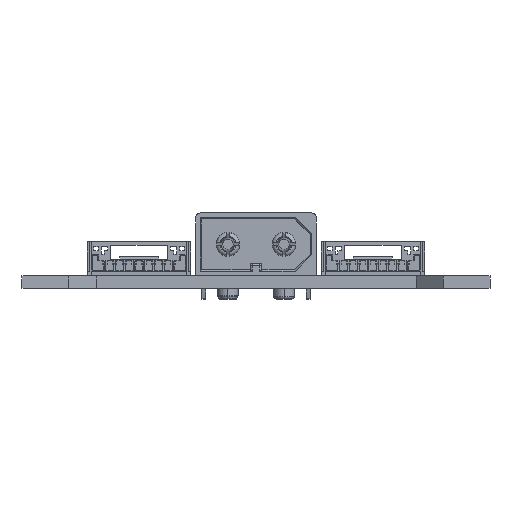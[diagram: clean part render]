
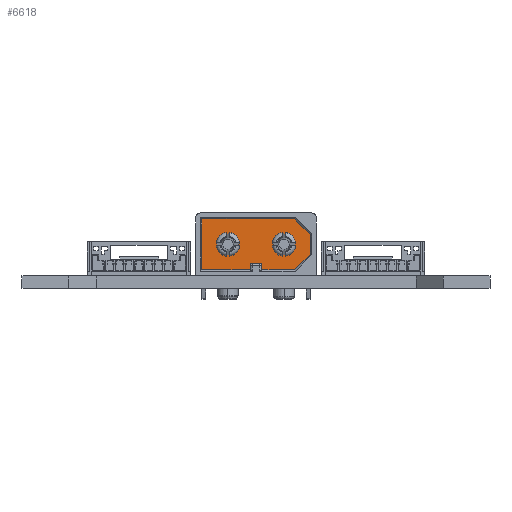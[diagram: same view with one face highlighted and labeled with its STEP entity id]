
A CAD part, front view. The second image highlights one B-rep face of the part: STEP entity #6618.
In plain terms, the highlighted face is planar.
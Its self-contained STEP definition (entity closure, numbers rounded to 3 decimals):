
#2499 = EDGE_CURVE('',#2500,#2502,#2504,.T.);
#2500 = VERTEX_POINT('',#2501);
#2501 = CARTESIAN_POINT('',(-5.15,3.6,
    5.35));
#2502 = VERTEX_POINT('',#2503);
#2503 = CARTESIAN_POINT('',(-5.15,3.6,
    2.75));
#2504 = CIRCLE('',#2505,1.3);
#2505 = AXIS2_PLACEMENT_3D('',#2506,#2507,#2508);
#2506 = CARTESIAN_POINT('',(-5.15,3.6,
    4.05));
#2507 = DIRECTION('',(-1.,-0.,-0.));
#2508 = DIRECTION('',(0.,0.,-1.));
#2598 = EDGE_CURVE('',#2599,#2601,#2603,.T.);
#2599 = VERTEX_POINT('',#2600);
#2600 = CARTESIAN_POINT('',(-5.15,-3.6,
    2.75));
#2601 = VERTEX_POINT('',#2602);
#2602 = CARTESIAN_POINT('',(-5.15,-3.6,
    5.35));
#2603 = CIRCLE('',#2604,1.3);
#2604 = AXIS2_PLACEMENT_3D('',#2605,#2606,#2607);
#2605 = CARTESIAN_POINT('',(-5.15,-3.6,
    4.05));
#2606 = DIRECTION('',(1.,0.,-0.));
#2607 = DIRECTION('',(0.,0.,1.));
#5275 = EDGE_CURVE('',#2601,#2599,#5276,.T.);
#5276 = CIRCLE('',#5277,1.3);
#5277 = AXIS2_PLACEMENT_3D('',#5278,#5279,#5280);
#5278 = CARTESIAN_POINT('',(-5.15,-3.6,
    4.05));
#5279 = DIRECTION('',(1.,0.,-0.));
#5280 = DIRECTION('',(0.,0.,1.));
#5850 = EDGE_CURVE('',#2502,#2500,#5851,.T.);
#5851 = CIRCLE('',#5852,1.3);
#5852 = AXIS2_PLACEMENT_3D('',#5853,#5854,#5855);
#5853 = CARTESIAN_POINT('',(-5.15,3.6,
    4.05));
#5854 = DIRECTION('',(-1.,-0.,-0.));
#5855 = DIRECTION('',(0.,0.,-1.));
#6545 = VERTEX_POINT('',#6546);
#6546 = CARTESIAN_POINT('',(-5.15,-0.75,
    0.8));
#6561 = VERTEX_POINT('',#6562);
#6562 = CARTESIAN_POINT('',(-5.15,-4.95,
    0.8));
#6568 = EDGE_CURVE('',#6545,#6561,#6569,.T.);
#6569 = LINE('',#6570,#6571);
#6570 = CARTESIAN_POINT('',(-5.15,-4.95,
    0.8));
#6571 = VECTOR('',#6572,1.);
#6572 = DIRECTION('',(-0.,-1.,-0.));
#6583 = VERTEX_POINT('',#6584);
#6584 = CARTESIAN_POINT('',(-5.15,6.95,
    0.8));
#6601 = VERTEX_POINT('',#6602);
#6602 = CARTESIAN_POINT('',(-5.15,0.75,
    0.8));
#6608 = EDGE_CURVE('',#6583,#6601,#6609,.T.);
#6609 = LINE('',#6610,#6611);
#6610 = CARTESIAN_POINT('',(-5.15,-4.95,
    0.8));
#6611 = VECTOR('',#6612,1.);
#6612 = DIRECTION('',(-0.,-1.,-0.));
#6618 = ADVANCED_FACE('',(#6619,#6623,#6627),#6709,.F.);
#6619 = FACE_BOUND('',#6620,.T.);
#6620 = EDGE_LOOP('',(#6621,#6622));
#6621 = ORIENTED_EDGE('',*,*,#5275,.T.);
#6622 = ORIENTED_EDGE('',*,*,#2598,.T.);
#6623 = FACE_BOUND('',#6624,.T.);
#6624 = EDGE_LOOP('',(#6625,#6626));
#6625 = ORIENTED_EDGE('',*,*,#2499,.F.);
#6626 = ORIENTED_EDGE('',*,*,#5850,.F.);
#6627 = FACE_BOUND('',#6628,.T.);
#6628 = EDGE_LOOP('',(#6629,#6637,#6638,#6646,#6654,#6662,#6670,#6676,
    #6677,#6685,#6694,#6702));
#6629 = ORIENTED_EDGE('',*,*,#6630,.F.);
#6630 = EDGE_CURVE('',#6545,#6631,#6633,.T.);
#6631 = VERTEX_POINT('',#6632);
#6632 = CARTESIAN_POINT('',(-5.15,-0.75,
    1.3));
#6633 = LINE('',#6634,#6635);
#6634 = CARTESIAN_POINT('',(-5.15,-0.75,
    0.));
#6635 = VECTOR('',#6636,1.);
#6636 = DIRECTION('',(0.,0.,1.));
#6637 = ORIENTED_EDGE('',*,*,#6568,.T.);
#6638 = ORIENTED_EDGE('',*,*,#6639,.T.);
#6639 = EDGE_CURVE('',#6561,#6640,#6642,.T.);
#6640 = VERTEX_POINT('',#6641);
#6641 = CARTESIAN_POINT('',(-5.15,-6.95,
    2.8));
#6642 = LINE('',#6643,#6644);
#6643 = CARTESIAN_POINT('',(-5.15,-4.95,
    0.8));
#6644 = VECTOR('',#6645,1.);
#6645 = DIRECTION('',(0.,-0.707,0.707));
#6646 = ORIENTED_EDGE('',*,*,#6647,.T.);
#6647 = EDGE_CURVE('',#6640,#6648,#6650,.T.);
#6648 = VERTEX_POINT('',#6649);
#6649 = CARTESIAN_POINT('',(-5.15,-6.95,
    5.3));
#6650 = LINE('',#6651,#6652);
#6651 = CARTESIAN_POINT('',(-5.15,-6.95,
    2.8));
#6652 = VECTOR('',#6653,1.);
#6653 = DIRECTION('',(0.,0.,1.));
#6654 = ORIENTED_EDGE('',*,*,#6655,.T.);
#6655 = EDGE_CURVE('',#6648,#6656,#6658,.T.);
#6656 = VERTEX_POINT('',#6657);
#6657 = CARTESIAN_POINT('',(-5.15,-4.95,
    7.3));
#6658 = LINE('',#6659,#6660);
#6659 = CARTESIAN_POINT('',(-5.15,-6.95,
    5.3));
#6660 = VECTOR('',#6661,1.);
#6661 = DIRECTION('',(0.,0.707,0.707));
#6662 = ORIENTED_EDGE('',*,*,#6663,.T.);
#6663 = EDGE_CURVE('',#6656,#6664,#6666,.T.);
#6664 = VERTEX_POINT('',#6665);
#6665 = CARTESIAN_POINT('',(-5.15,6.95,
    7.3));
#6666 = LINE('',#6667,#6668);
#6667 = CARTESIAN_POINT('',(-5.15,-4.95,
    7.3));
#6668 = VECTOR('',#6669,1.);
#6669 = DIRECTION('',(0.,1.,0.));
#6670 = ORIENTED_EDGE('',*,*,#6671,.T.);
#6671 = EDGE_CURVE('',#6664,#6583,#6672,.T.);
#6672 = LINE('',#6673,#6674);
#6673 = CARTESIAN_POINT('',(-5.15,6.95,
    0.8));
#6674 = VECTOR('',#6675,1.);
#6675 = DIRECTION('',(-0.,-0.,-1.));
#6676 = ORIENTED_EDGE('',*,*,#6608,.T.);
#6677 = ORIENTED_EDGE('',*,*,#6678,.F.);
#6678 = EDGE_CURVE('',#6679,#6601,#6681,.T.);
#6679 = VERTEX_POINT('',#6680);
#6680 = CARTESIAN_POINT('',(-5.15,0.75,
    1.3));
#6681 = LINE('',#6682,#6683);
#6682 = CARTESIAN_POINT('',(-5.15,0.75,
    1.6));
#6683 = VECTOR('',#6684,1.);
#6684 = DIRECTION('',(0.,0.,-1.));
#6685 = ORIENTED_EDGE('',*,*,#6686,.T.);
#6686 = EDGE_CURVE('',#6679,#6687,#6689,.T.);
#6687 = VERTEX_POINT('',#6688);
#6688 = CARTESIAN_POINT('',(-5.15,0.45,
    1.6));
#6689 = CIRCLE('',#6690,0.3);
#6690 = AXIS2_PLACEMENT_3D('',#6691,#6692,#6693);
#6691 = CARTESIAN_POINT('',(-5.15,0.45,
    1.3));
#6692 = DIRECTION('',(1.,-0.,0.));
#6693 = DIRECTION('',(0.,0.,-1.));
#6694 = ORIENTED_EDGE('',*,*,#6695,.F.);
#6695 = EDGE_CURVE('',#6696,#6687,#6698,.T.);
#6696 = VERTEX_POINT('',#6697);
#6697 = CARTESIAN_POINT('',(-5.15,-0.45,
    1.6));
#6698 = LINE('',#6699,#6700);
#6699 = CARTESIAN_POINT('',(-5.15,0.75,
    1.6));
#6700 = VECTOR('',#6701,1.);
#6701 = DIRECTION('',(0.,1.,0.));
#6702 = ORIENTED_EDGE('',*,*,#6703,.T.);
#6703 = EDGE_CURVE('',#6696,#6631,#6704,.T.);
#6704 = CIRCLE('',#6705,0.3);
#6705 = AXIS2_PLACEMENT_3D('',#6706,#6707,#6708);
#6706 = CARTESIAN_POINT('',(-5.15,-0.45,
    1.3));
#6707 = DIRECTION('',(1.,-0.,0.));
#6708 = DIRECTION('',(0.,0.,-1.));
#6709 = PLANE('',#6710);
#6710 = AXIS2_PLACEMENT_3D('',#6711,#6712,#6713);
#6711 = CARTESIAN_POINT('',(-5.15,0.,0.));
#6712 = DIRECTION('',(1.,0.,0.));
#6713 = DIRECTION('',(0.,0.,-1.));
